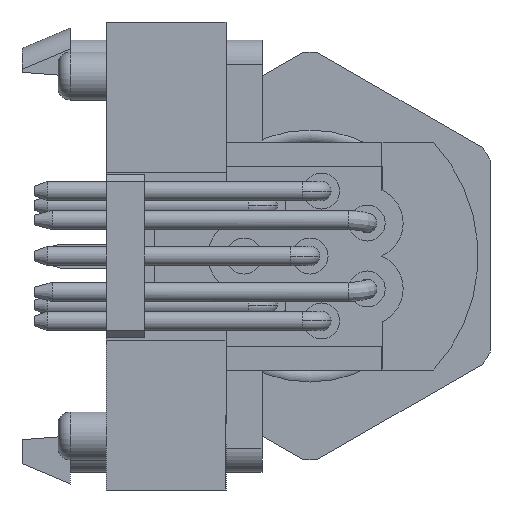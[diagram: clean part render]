
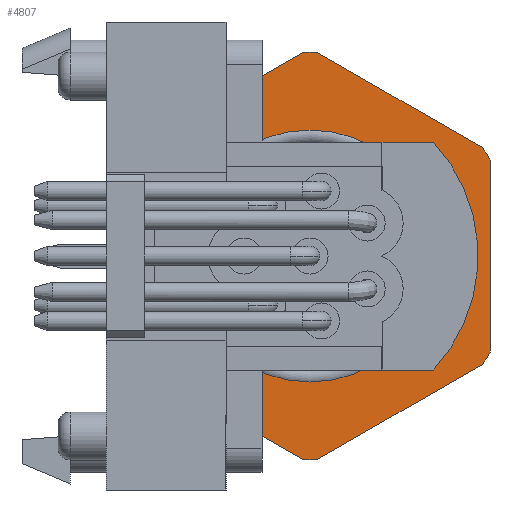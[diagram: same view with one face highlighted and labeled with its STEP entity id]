
A CAD part, left-side view. The second image highlights one B-rep face of the part: STEP entity #4807.
In plain terms, the highlighted planar face has unit normal (-1, 0, 0).
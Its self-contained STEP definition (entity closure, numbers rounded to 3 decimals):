
#265 = DIRECTION ( 'NONE',  ( 0., 0., 1. ) ) ;
#338 = EDGE_CURVE ( 'NONE', #8613, #10658, #11518, .T. ) ;
#531 = CARTESIAN_POINT ( 'NONE',  ( -9.25, 0., 0. ) ) ;
#583 = DIRECTION ( 'NONE',  ( 0., 0., 1. ) ) ;
#1086 = CARTESIAN_POINT ( 'NONE',  ( -9.25, 0., 0. ) ) ;
#1516 = ORIENTED_EDGE ( 'NONE', *, *, #7842, .T. ) ;
#1713 = EDGE_CURVE ( 'NONE', #11517, #2372, #1721, .T. ) ;
#1721 = CIRCLE ( 'NONE', #10602, 8.5 ) ;
#1806 = VECTOR ( 'NONE', #4551, 1000. ) ;
#1807 = CARTESIAN_POINT ( 'NONE',  ( -9.25, 0., 5.25 ) ) ;
#2273 = DIRECTION ( 'NONE',  ( -1., 0., 0. ) ) ;
#2315 = DIRECTION ( 'NONE',  ( -1., 0., 0. ) ) ;
#2372 = VERTEX_POINT ( 'NONE', #20940 ) ;
#2615 = DIRECTION ( 'NONE',  ( 0., 0., 1. ) ) ;
#2704 = VERTEX_POINT ( 'NONE', #1807 ) ;
#2728 = VERTEX_POINT ( 'NONE', #12237 ) ;
#2848 = DIRECTION ( 'NONE',  ( 0., 0., 1. ) ) ;
#3060 = FACE_OUTER_BOUND ( 'NONE', #21593, .T. ) ;
#3277 = FACE_BOUND ( 'NONE', #9610, .T. ) ;
#3376 = LINE ( 'NONE', #18935, #16529 ) ;
#3707 = DIRECTION ( 'NONE',  ( 0., -0.866, 0.5 ) ) ;
#3778 = LINE ( 'NONE', #13796, #13220 ) ;
#3981 = VECTOR ( 'NONE', #583, 1000. ) ;
#4042 = CARTESIAN_POINT ( 'NONE',  ( -9.25, 7.214, -4.495 ) ) ;
#4214 = DIRECTION ( 'NONE',  ( 0., 0., 1. ) ) ;
#4380 = EDGE_CURVE ( 'NONE', #15187, #21524, #18448, .T. ) ;
#4549 = DIRECTION ( 'NONE',  ( -1., 0., 0. ) ) ;
#4551 = DIRECTION ( 'NONE',  ( 0., 0.866, 0.5 ) ) ;
#4633 = CIRCLE ( 'NONE', #6785, 5.25 ) ;
#4807 = ADVANCED_FACE ( 'NONE', ( #3277, #3060 ), #21638, .T. ) ;
#4981 = AXIS2_PLACEMENT_3D ( 'NONE', #1086, #4549, #4214 ) ;
#5025 = VECTOR ( 'NONE', #14392, 1000. ) ;
#5293 = EDGE_CURVE ( 'NONE', #2372, #20685, #14045, .T. ) ;
#5308 = AXIS2_PLACEMENT_3D ( 'NONE', #17972, #12756, #2848 ) ;
#5615 = VERTEX_POINT ( 'NONE', #11096 ) ;
#5688 = EDGE_CURVE ( 'NONE', #15906, #14986, #6748, .T. ) ;
#5917 = DIRECTION ( 'NONE',  ( -1., 0., 0. ) ) ;
#5959 = ORIENTED_EDGE ( 'NONE', *, *, #1713, .T. ) ;
#6384 = CARTESIAN_POINT ( 'NONE',  ( -9.25, 7.5, -4.33 ) ) ;
#6421 = ORIENTED_EDGE ( 'NONE', *, *, #19998, .T. ) ;
#6748 = CIRCLE ( 'NONE', #5308, 8.5 ) ;
#6785 = AXIS2_PLACEMENT_3D ( 'NONE', #11261, #5917, #12932 ) ;
#6806 = EDGE_CURVE ( 'NONE', #2728, #2704, #4633, .T. ) ;
#7345 = ORIENTED_EDGE ( 'NONE', *, *, #8991, .T. ) ;
#7577 = CARTESIAN_POINT ( 'NONE',  ( -9.25, -0.286, 8.495 ) ) ;
#7619 = LINE ( 'NONE', #6384, #5025 ) ;
#7758 = DIRECTION ( 'NONE',  ( 0., 0., 1. ) ) ;
#7804 = DIRECTION ( 'NONE',  ( 0., 0.866, -0.5 ) ) ;
#7842 = EDGE_CURVE ( 'NONE', #11494, #20625, #21709, .T. ) ;
#7877 = EDGE_CURVE ( 'NONE', #21524, #8613, #7619, .T. ) ;
#8074 = DIRECTION ( 'NONE',  ( -1., 0., 0. ) ) ;
#8217 = CARTESIAN_POINT ( 'NONE',  ( -9.25, 7.5, -4. ) ) ;
#8287 = CIRCLE ( 'NONE', #14676, 5.25 ) ;
#8613 = VERTEX_POINT ( 'NONE', #13571 ) ;
#8835 = CARTESIAN_POINT ( 'NONE',  ( -9.25, 0., 0. ) ) ;
#8842 = EDGE_CURVE ( 'NONE', #14986, #15187, #3778, .T. ) ;
#8991 = EDGE_CURVE ( 'NONE', #20685, #11494, #19615, .T. ) ;
#9010 = DIRECTION ( 'NONE',  ( 0., 0., -1. ) ) ;
#9151 = LINE ( 'NONE', #15831, #3981 ) ;
#9463 = CARTESIAN_POINT ( 'NONE',  ( -9.25, 0., 0. ) ) ;
#9491 = ORIENTED_EDGE ( 'NONE', *, *, #5688, .T. ) ;
#9503 = EDGE_CURVE ( 'NONE', #2704, #2728, #8287, .T. ) ;
#9610 = EDGE_LOOP ( 'NONE', ( #16952, #9822 ) ) ;
#9664 = AXIS2_PLACEMENT_3D ( 'NONE', #531, #2315, #7758 ) ;
#9822 = ORIENTED_EDGE ( 'NONE', *, *, #6806, .F. ) ;
#10553 = ORIENTED_EDGE ( 'NONE', *, *, #7877, .T. ) ;
#10602 = AXIS2_PLACEMENT_3D ( 'NONE', #17845, #13259, #2615 ) ;
#10658 = VERTEX_POINT ( 'NONE', #15992 ) ;
#10691 = CARTESIAN_POINT ( 'NONE',  ( -9.25, 0.286, 8.495 ) ) ;
#10989 = VERTEX_POINT ( 'NONE', #12167 ) ;
#11096 = CARTESIAN_POINT ( 'NONE',  ( -9.25, -7.5, -4. ) ) ;
#11261 = CARTESIAN_POINT ( 'NONE',  ( -9.25, 0., 0. ) ) ;
#11494 = VERTEX_POINT ( 'NONE', #20279 ) ;
#11517 = VERTEX_POINT ( 'NONE', #15685 ) ;
#11518 = CIRCLE ( 'NONE', #11866, 8.5 ) ;
#11866 = AXIS2_PLACEMENT_3D ( 'NONE', #14356, #12692, #14687 ) ;
#12167 = CARTESIAN_POINT ( 'NONE',  ( -9.25, -7.214, -4.495 ) ) ;
#12237 = CARTESIAN_POINT ( 'NONE',  ( -9.25, 0., -5.25 ) ) ;
#12438 = ORIENTED_EDGE ( 'NONE', *, *, #338, .T. ) ;
#12478 = CARTESIAN_POINT ( 'NONE',  ( -9.25, -7.5, 4.33 ) ) ;
#12488 = CIRCLE ( 'NONE', #9664, 8.5 ) ;
#12515 = AXIS2_PLACEMENT_3D ( 'NONE', #9463, #14343, #17997 ) ;
#12692 = DIRECTION ( 'NONE',  ( -1., 0., 0. ) ) ;
#12756 = DIRECTION ( 'NONE',  ( -1., 0., 0. ) ) ;
#12932 = DIRECTION ( 'NONE',  ( 0., 0., 1. ) ) ;
#13133 = ORIENTED_EDGE ( 'NONE', *, *, #19227, .T. ) ;
#13220 = VECTOR ( 'NONE', #9010, 1000. ) ;
#13259 = DIRECTION ( 'NONE',  ( -1., 0., 0. ) ) ;
#13269 = EDGE_CURVE ( 'NONE', #10658, #10989, #3376, .T. ) ;
#13571 = CARTESIAN_POINT ( 'NONE',  ( -9.25, 0.286, -8.495 ) ) ;
#13796 = CARTESIAN_POINT ( 'NONE',  ( -9.25, 7.5, 4.33 ) ) ;
#14045 = LINE ( 'NONE', #12478, #1806 ) ;
#14097 = CARTESIAN_POINT ( 'NONE',  ( -9.25, 0., 0. ) ) ;
#14226 = CARTESIAN_POINT ( 'NONE',  ( -9.25, 7.5, 4. ) ) ;
#14343 = DIRECTION ( 'NONE',  ( -1., 0., 0. ) ) ;
#14356 = CARTESIAN_POINT ( 'NONE',  ( -9.25, 0., 0. ) ) ;
#14392 = DIRECTION ( 'NONE',  ( 0., -0.866, -0.5 ) ) ;
#14676 = AXIS2_PLACEMENT_3D ( 'NONE', #14097, #20870, #17540 ) ;
#14687 = DIRECTION ( 'NONE',  ( 0., 0., 1. ) ) ;
#14871 = ORIENTED_EDGE ( 'NONE', *, *, #13269, .T. ) ;
#14986 = VERTEX_POINT ( 'NONE', #14226 ) ;
#15075 = DIRECTION ( 'NONE',  ( 0., 0., 1. ) ) ;
#15177 = CARTESIAN_POINT ( 'NONE',  ( -9.25, 0., 0. ) ) ;
#15187 = VERTEX_POINT ( 'NONE', #8217 ) ;
#15273 = AXIS2_PLACEMENT_3D ( 'NONE', #15177, #8074, #15075 ) ;
#15685 = CARTESIAN_POINT ( 'NONE',  ( -9.25, -7.5, 4. ) ) ;
#15831 = CARTESIAN_POINT ( 'NONE',  ( -9.25, -7.5, -4.33 ) ) ;
#15906 = VERTEX_POINT ( 'NONE', #19713 ) ;
#15920 = VECTOR ( 'NONE', #7804, 1000. ) ;
#15992 = CARTESIAN_POINT ( 'NONE',  ( -9.25, -0.286, -8.495 ) ) ;
#16051 = EDGE_CURVE ( 'NONE', #20625, #15906, #21250, .T. ) ;
#16529 = VECTOR ( 'NONE', #3707, 1000. ) ;
#16952 = ORIENTED_EDGE ( 'NONE', *, *, #9503, .F. ) ;
#17520 = ORIENTED_EDGE ( 'NONE', *, *, #8842, .T. ) ;
#17540 = DIRECTION ( 'NONE',  ( 0., 0., 1. ) ) ;
#17845 = CARTESIAN_POINT ( 'NONE',  ( -9.25, 0., 0. ) ) ;
#17920 = CARTESIAN_POINT ( 'NONE',  ( -9.25, 0., 8.66 ) ) ;
#17972 = CARTESIAN_POINT ( 'NONE',  ( -9.25, 0., 0. ) ) ;
#17997 = DIRECTION ( 'NONE',  ( 0., 0., 1. ) ) ;
#18047 = ORIENTED_EDGE ( 'NONE', *, *, #16051, .T. ) ;
#18448 = CIRCLE ( 'NONE', #4981, 8.5 ) ;
#18498 = AXIS2_PLACEMENT_3D ( 'NONE', #8835, #2273, #265 ) ;
#18661 = ORIENTED_EDGE ( 'NONE', *, *, #5293, .T. ) ;
#18935 = CARTESIAN_POINT ( 'NONE',  ( -9.25, 0., -8.66 ) ) ;
#19227 = EDGE_CURVE ( 'NONE', #10989, #5615, #12488, .T. ) ;
#19615 = CIRCLE ( 'NONE', #12515, 8.5 ) ;
#19713 = CARTESIAN_POINT ( 'NONE',  ( -9.25, 7.214, 4.495 ) ) ;
#19998 = EDGE_CURVE ( 'NONE', #5615, #11517, #9151, .T. ) ;
#20279 = CARTESIAN_POINT ( 'NONE',  ( -9.25, 0., 8.5 ) ) ;
#20625 = VERTEX_POINT ( 'NONE', #10691 ) ;
#20685 = VERTEX_POINT ( 'NONE', #7577 ) ;
#20870 = DIRECTION ( 'NONE',  ( -1., 0., 0. ) ) ;
#20940 = CARTESIAN_POINT ( 'NONE',  ( -9.25, -7.214, 4.495 ) ) ;
#21172 = ORIENTED_EDGE ( 'NONE', *, *, #4380, .T. ) ;
#21250 = LINE ( 'NONE', #17920, #15920 ) ;
#21524 = VERTEX_POINT ( 'NONE', #4042 ) ;
#21593 = EDGE_LOOP ( 'NONE', ( #6421, #5959, #18661, #7345, #1516, #18047, #9491, #17520, #21172, #10553, #12438, #14871, #13133 ) ) ;
#21638 = PLANE ( 'NONE',  #15273 ) ;
#21709 = CIRCLE ( 'NONE', #18498, 8.5 ) ;
